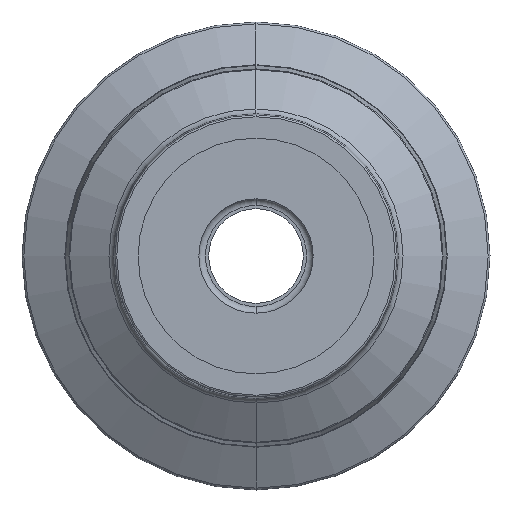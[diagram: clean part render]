
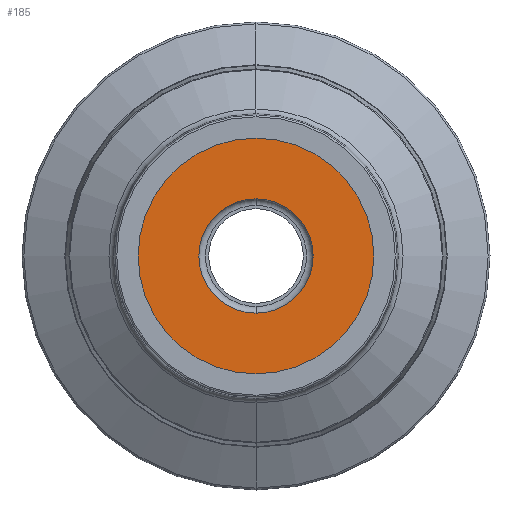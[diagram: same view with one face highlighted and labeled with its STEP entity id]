
A CAD part, left-side view. The second image highlights one B-rep face of the part: STEP entity #185.
In plain terms, the highlighted planar face has unit normal (-1, 0, 0).
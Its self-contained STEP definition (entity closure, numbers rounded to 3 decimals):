
#185=ADVANCED_FACE('NONE',(#426,#427),#428,.T.);
#426=FACE_OUTER_BOUND('',#716,.T.);
#427=FACE_BOUND('',#717,.T.);
#428=PLANE('',#718);
#716=EDGE_LOOP('',(#1219,#1220));
#717=EDGE_LOOP('',(#1221,#1222));
#718=AXIS2_PLACEMENT_3D('',#1223,#1224,#1225);
#1219=ORIENTED_EDGE('',*,*,#1742,.F.);
#1220=ORIENTED_EDGE('',*,*,#1841,.F.);
#1221=ORIENTED_EDGE('',*,*,#1843,.T.);
#1222=ORIENTED_EDGE('',*,*,#1738,.T.);
#1223=CARTESIAN_POINT('',(0.,13.4,0.0));
#1224=DIRECTION('',(-1.0,0.0,0.0));
#1225=DIRECTION('',(0.0,0.0,1.0));
#1738=EDGE_CURVE('NONE',#2093,#2094,#2095,.T.);
#1742=EDGE_CURVE('NONE',#2099,#2100,#2101,.T.);
#1841=EDGE_CURVE('NONE',#2100,#2099,#2246,.T.);
#1843=EDGE_CURVE('NONE',#2094,#2093,#2248,.T.);
#2093=VERTEX_POINT('NONE',#2566);
#2094=VERTEX_POINT('NONE',#2567);
#2095=CIRCLE('',#2568,6.5);
#2099=VERTEX_POINT('NONE',#2574);
#2100=VERTEX_POINT('NONE',#2575);
#2101=CIRCLE('',#2576,13.4);
#2246=CIRCLE('',#3015,13.4);
#2248=CIRCLE('',#3017,6.5);
#2566=CARTESIAN_POINT('',(0.0,0.,6.5));
#2567=CARTESIAN_POINT('',(0.0,0.0,-6.5));
#2568=AXIS2_PLACEMENT_3D('',#3336,#3337,#3338);
#2574=CARTESIAN_POINT('',(0.,0.0,-13.4));
#2575=CARTESIAN_POINT('',(0.,0.,13.4));
#2576=AXIS2_PLACEMENT_3D('',#3341,#3342,#3343);
#3015=AXIS2_PLACEMENT_3D('',#3453,#3454,#3455);
#3017=AXIS2_PLACEMENT_3D('',#3456,#3457,#3458);
#3336=CARTESIAN_POINT('',(0.0,0.0,0.0));
#3337=DIRECTION('',(1.0,0.0,0.0));
#3338=DIRECTION('',(0.0,0.0,-1.0));
#3341=CARTESIAN_POINT('',(0.,0.0,0.0));
#3342=DIRECTION('',(1.0,0.0,0.0));
#3343=DIRECTION('',(0.0,0.0,-1.0));
#3453=CARTESIAN_POINT('',(0.,0.0,0.0));
#3454=DIRECTION('',(1.0,0.0,0.0));
#3455=DIRECTION('',(0.0,0.0,-1.0));
#3456=CARTESIAN_POINT('',(0.0,0.0,0.0));
#3457=DIRECTION('',(1.0,0.0,0.0));
#3458=DIRECTION('',(0.0,0.0,-1.0));
